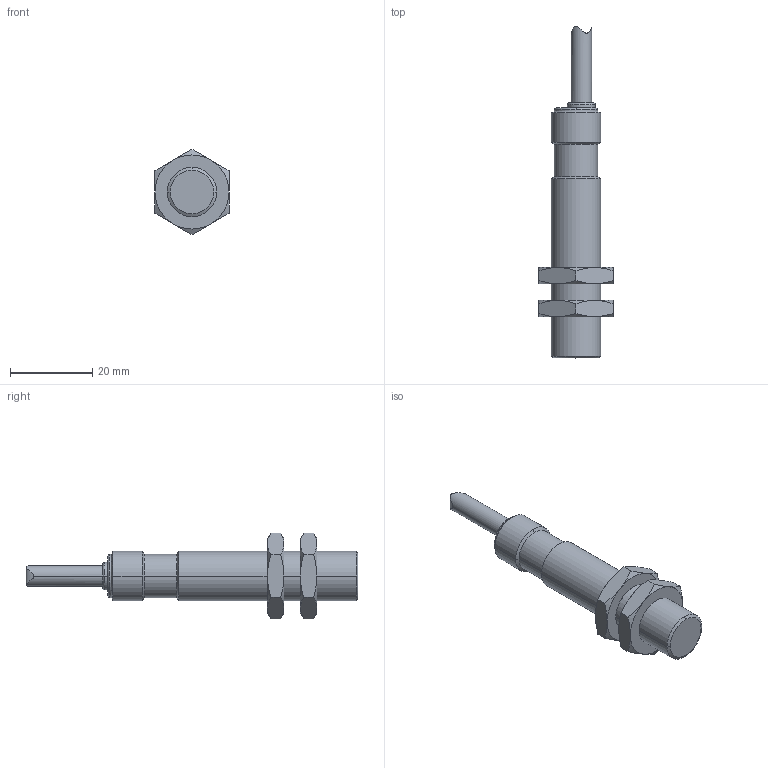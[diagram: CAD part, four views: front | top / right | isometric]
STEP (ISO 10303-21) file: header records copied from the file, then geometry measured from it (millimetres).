
FILE_DESCRIPTION (( 'STEP AP214' ), '1' );
FILE_NAME ('LLR-M12MA-NMK-603.STEP', '2021-12-14T15:43:09', ( '' ), ( '' ), 'SwSTEP 2.0', 'SolidWorks 2021', '' );
FILE_SCHEMA (( 'AUTOMOTIVE_DESIGN' ));
Length unit declared in the file: millimetre
Products named in the file (1): LLR-M12MA-NMK-603
Bounding box: 18 x 80.7 x 20.78 mm (x, y, z)
Volume: 8542.6 mm3; surface area: 4228.7 mm2
Topology: 3 solids, 3 shells, 103 faces, 222 edges, 128 vertices
Faces by surface type: cone 48, cylinder 29, plane 20, bspline 6
Entity records: 3536 total; most frequent: CARTESIAN_POINT 884, DIRECTION 463, ORIENTED_EDGE 444, EDGE_CURVE 222, AXIS2_PLACEMENT_3D 199, VERTEX_POINT 128, EDGE_LOOP 110, ADVANCED_FACE 103
